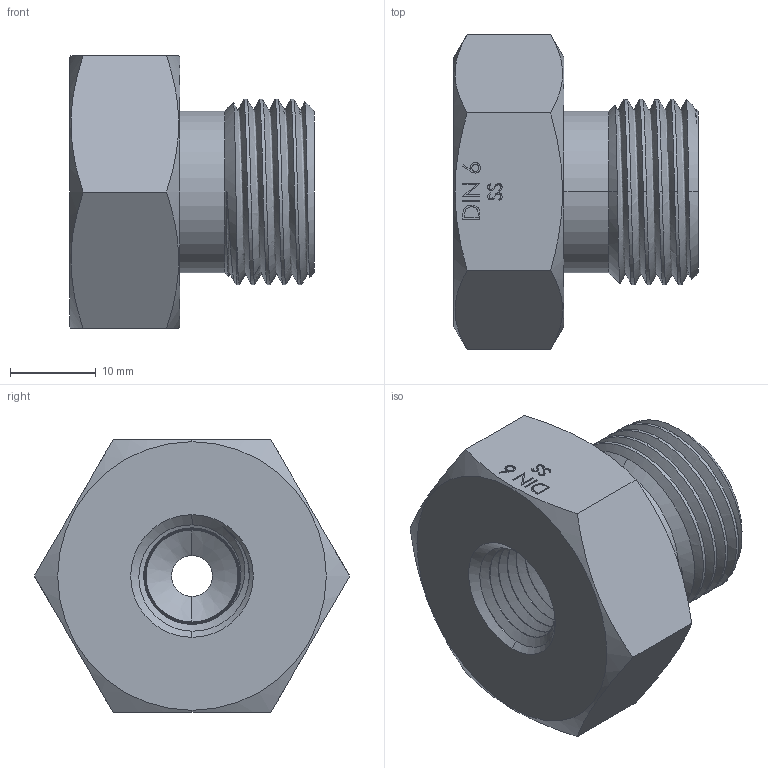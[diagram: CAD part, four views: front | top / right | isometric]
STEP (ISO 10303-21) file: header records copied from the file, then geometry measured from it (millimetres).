
FILE_DESCRIPTION (( 'STEP AP203' ), '1' );
FILE_NAME ('AD-DIN6MSS-4FNPT.STEP', '2025-08-18T19:31:07', ( '' ), ( '' ), 'SwSTEP 2.0', 'SolidWorks 2018', '' );
FILE_SCHEMA (( 'CONFIG_CONTROL_DESIGN' ));
Length unit declared in the file: inch
Products named in the file (1): AD-DIN6MSS-4FNPT
Bounding box: 28.45 x 36.66 x 31.75 mm (x, y, z)
Volume: 13160.6 mm3; surface area: 5650.7 mm2
Topology: 1 solids, 1 shells, 143 faces, 389 edges, 257 vertices
Faces by surface type: bspline 50, plane 44, cone 28, cylinder 21
Entity records: 15246 total; most frequent: CARTESIAN_POINT 12021, ORIENTED_EDGE 778, DIRECTION 430, EDGE_CURVE 389, VERTEX_POINT 257, LINE 180, VECTOR 180, B_SPLINE_CURVE_WITH_KNOTS 178
